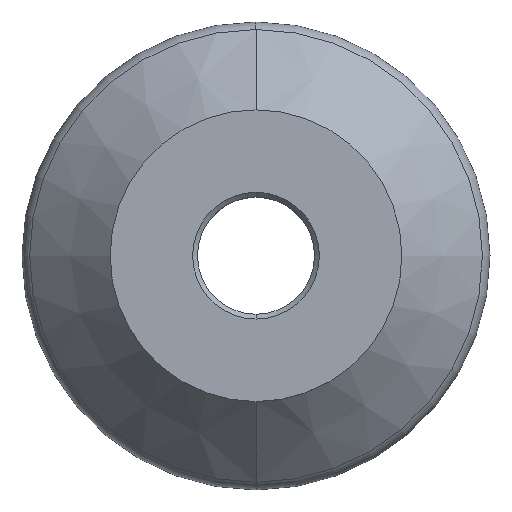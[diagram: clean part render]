
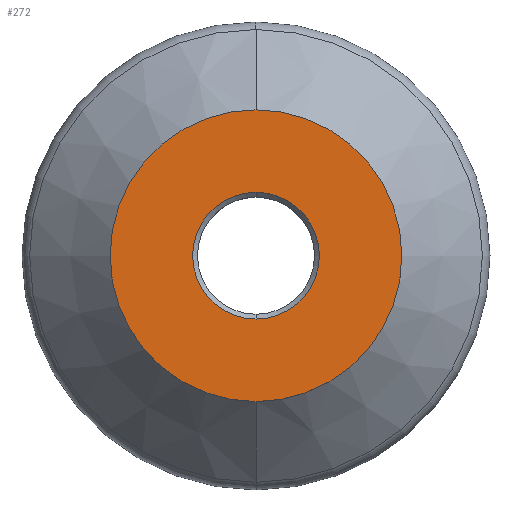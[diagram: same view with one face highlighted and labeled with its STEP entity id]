
A CAD part, top view. The second image highlights one B-rep face of the part: STEP entity #272.
In plain terms, the highlighted planar face has unit normal (0, 0, 1).
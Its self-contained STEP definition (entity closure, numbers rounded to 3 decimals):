
#142=VERTEX_POINT('',#371);
#160=EDGE_CURVE('',#142,#228,#392,.T.);
#188=VERTEX_POINT('',#423);
#192=EDGE_CURVE('',#312,#188,#427,.T.);
#212=EDGE_CURVE('',#188,#312,#449,.T.);
#228=VERTEX_POINT('',#466);
#272=ADVANCED_FACE('',(#518,#519),#520,.T.);
#276=EDGE_CURVE('',#228,#142,#524,.T.);
#312=VERTEX_POINT('',#565);
#371=CARTESIAN_POINT('',(0.0,20.638,0.0));
#392=CIRCLE('',#648,20.638);
#423=CARTESIAN_POINT('',(0.0,47.5,0.0));
#427=CIRCLE('',#692,47.5);
#449=CIRCLE('',#721,47.5);
#466=CARTESIAN_POINT('',(0.,-20.638,0.0));
#518=FACE_BOUND('',#806,.T.);
#519=FACE_OUTER_BOUND('',#807,.T.);
#520=PLANE('',#808);
#524=CIRCLE('',#814,20.638);
#565=CARTESIAN_POINT('',(0.,-47.5,0.0));
#648=AXIS2_PLACEMENT_3D('',#948,#949,#950);
#692=AXIS2_PLACEMENT_3D('',#994,#995,#996);
#721=AXIS2_PLACEMENT_3D('',#1021,#1022,#1023);
#806=EDGE_LOOP('',(#1113,#1114));
#807=EDGE_LOOP('',(#1115,#1116));
#808=AXIS2_PLACEMENT_3D('',#1117,#1118,#1119);
#814=AXIS2_PLACEMENT_3D('',#1123,#1124,#1125);
#948=CARTESIAN_POINT('',(0.0,0.0,0.0));
#949=DIRECTION('',(-0.0,0.0,-1.0));
#950=DIRECTION('',(0.0,1.0,0.0));
#994=CARTESIAN_POINT('',(0.0,0.0,0.0));
#995=DIRECTION('',(0.0,0.0,-1.0));
#996=DIRECTION('',(0.0,1.0,0.0));
#1021=CARTESIAN_POINT('',(0.0,0.0,0.0));
#1022=DIRECTION('',(0.0,0.0,-1.0));
#1023=DIRECTION('',(0.0,1.0,0.0));
#1113=ORIENTED_EDGE('',*,*,#160,.T.);
#1114=ORIENTED_EDGE('',*,*,#276,.T.);
#1115=ORIENTED_EDGE('',*,*,#212,.F.);
#1116=ORIENTED_EDGE('',*,*,#192,.F.);
#1117=CARTESIAN_POINT('',(0.0,23.75,0.0));
#1118=DIRECTION('',(-0.0,0.0,1.0));
#1119=DIRECTION('',(0.0,-1.0,0.0));
#1123=CARTESIAN_POINT('',(0.0,0.0,0.0));
#1124=DIRECTION('',(-0.0,0.0,-1.0));
#1125=DIRECTION('',(0.0,1.0,0.0));
